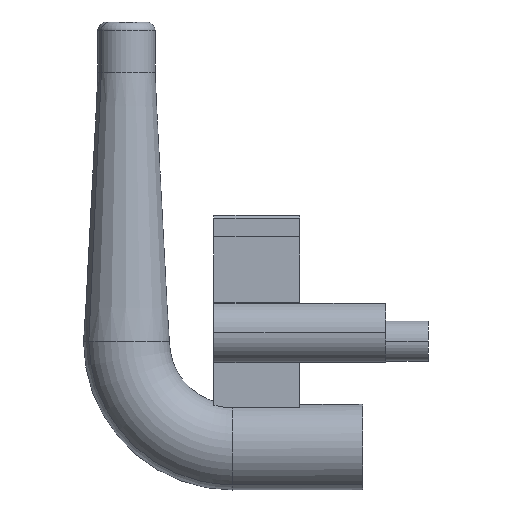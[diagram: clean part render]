
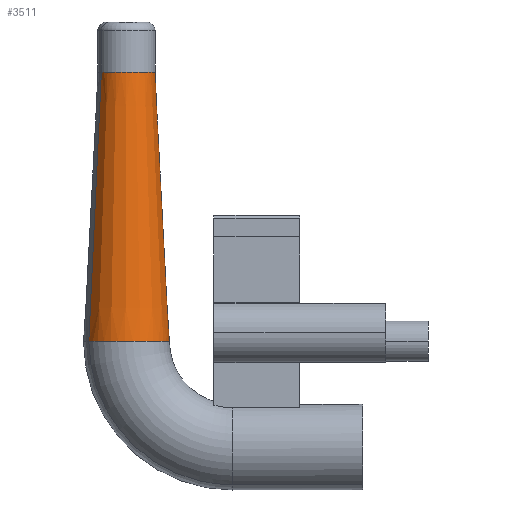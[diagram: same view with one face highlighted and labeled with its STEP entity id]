
A CAD part, left-side view. The second image highlights one B-rep face of the part: STEP entity #3511.
In plain terms, the highlighted conical face has half-angle 3.045 degrees and reference radius 1 mm.
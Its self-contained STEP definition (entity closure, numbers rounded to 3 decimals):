
#3452=AXIS2_PLACEMENT_3D('Circle Axis2P3D',#3450,#3451,$) ;
#3484=AXIS2_PLACEMENT_3D('Cone Axis2P3D',#3481,#3482,#3483) ;
#3495=AXIS2_PLACEMENT_3D('Circle Axis2P3D',#3493,#3494,$) ;
#3447=CARTESIAN_POINT('Vertex',(1.021,11.428,14.6)) ;
#3450=CARTESIAN_POINT('Axis2P3D Location',(1.5,10.55,14.6)) ;
#3454=CARTESIAN_POINT('Vertex',(1.979,9.672,14.6)) ;
#3481=CARTESIAN_POINT('Axis2P3D Location',(1.5,10.55,14.6)) ;
#3486=CARTESIAN_POINT('Line Origine',(0.901,11.647,9.9)) ;
#3490=CARTESIAN_POINT('Vertex',(0.781,11.866,5.2)) ;
#3493=CARTESIAN_POINT('Axis2P3D Location',(1.5,10.55,5.2)) ;
#3497=CARTESIAN_POINT('Vertex',(2.219,9.234,5.2)) ;
#3500=CARTESIAN_POINT('Line Origine',(2.099,9.453,9.9)) ;
#3451=DIRECTION('Axis2P3D Direction',(0.,0.,1.)) ;
#3482=DIRECTION('Axis2P3D Direction',(-0.,0.,-1.)) ;
#3483=DIRECTION('Axis2P3D XDirection',(-0.479,0.878,0.)) ;
#3487=DIRECTION('Vector Direction',(-0.025,0.047,-0.999)) ;
#3494=DIRECTION('Axis2P3D Direction',(0.,0.,-1.)) ;
#3501=DIRECTION('Vector Direction',(0.025,-0.047,-0.999)) ;
#3488=VECTOR('Line Direction',#3487,1.) ;
#3502=VECTOR('Line Direction',#3501,1.) ;
#3506=ORIENTED_EDGE('',*,*,#3456,.F.) ;
#3507=ORIENTED_EDGE('',*,*,#3492,.T.) ;
#3508=ORIENTED_EDGE('',*,*,#3499,.T.) ;
#3509=ORIENTED_EDGE('',*,*,#3504,.F.) ;
#3511=ADVANCED_FACE('_SL 3.5 FLA 4.0/1.75/8 1597650000',(#3510),#3485,.T.) ;
#3453=CIRCLE('generated circle',#3452,1.) ;
#3496=CIRCLE('generated circle',#3495,1.5) ;
#3485=CONICAL_SURFACE('Cone',#3484,1.,0.053) ;
#3456=EDGE_CURVE('',#3448,#3455,#3453,.T.) ;
#3492=EDGE_CURVE('',#3448,#3491,#3489,.T.) ;
#3499=EDGE_CURVE('',#3491,#3498,#3496,.F.) ;
#3504=EDGE_CURVE('',#3455,#3498,#3503,.T.) ;
#3505=EDGE_LOOP('',(#3506,#3507,#3508,#3509)) ;
#3510=FACE_OUTER_BOUND('',#3505,.T.) ;
#3489=LINE('Line',#3486,#3488) ;
#3503=LINE('Line',#3500,#3502) ;
#3448=VERTEX_POINT('',#3447) ;
#3455=VERTEX_POINT('',#3454) ;
#3491=VERTEX_POINT('',#3490) ;
#3498=VERTEX_POINT('',#3497) ;
